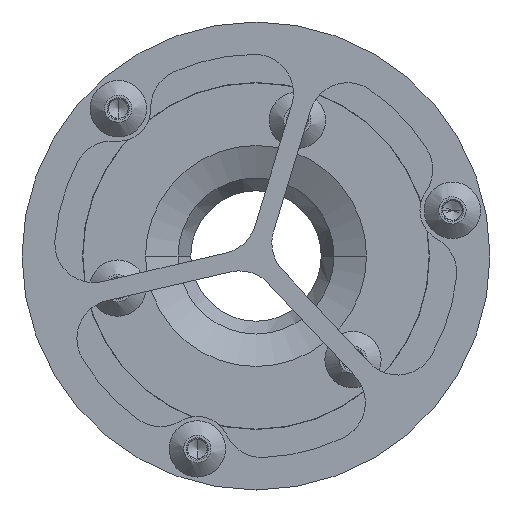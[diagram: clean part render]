
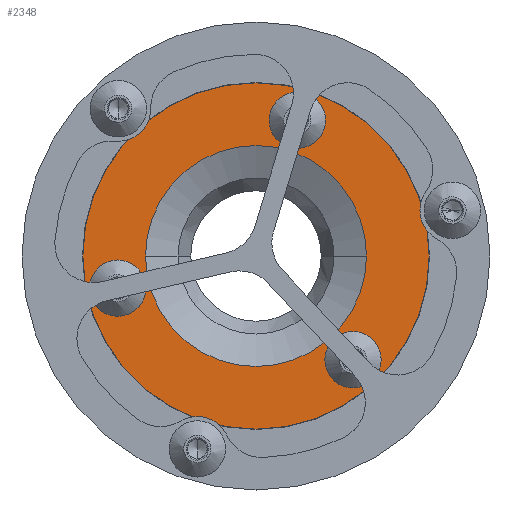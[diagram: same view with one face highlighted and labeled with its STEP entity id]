
A CAD part, front view. The second image highlights one B-rep face of the part: STEP entity #2348.
In plain terms, the highlighted planar face has unit normal (0, -1, 0).
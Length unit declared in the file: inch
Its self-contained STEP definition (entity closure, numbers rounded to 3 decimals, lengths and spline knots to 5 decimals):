
#43 = DIRECTION ( 'NONE',  ( 0., 1., 0. ) ) ;
#150 = CIRCLE ( 'NONE', #1206, 0.1805 ) ;
#152 = DIRECTION ( 'NONE',  ( 0., -1., 0. ) ) ;
#238 = FACE_BOUND ( 'NONE', #7987, .T. ) ;
#354 = ORIENTED_EDGE ( 'NONE', *, *, #1812, .F. ) ;
#582 = AXIS2_PLACEMENT_3D ( 'NONE', #6737, #2397, #7388 ) ;
#589 = CARTESIAN_POINT ( 'NONE',  ( 1.11, -0.55307, 0. ) ) ;
#605 = DIRECTION ( 'NONE',  ( -1., 0., 0. ) ) ;
#1043 = VERTEX_POINT ( 'NONE', #3259 ) ;
#1057 = EDGE_CURVE ( 'NONE', #4116, #1043, #3184, .T. ) ;
#1107 = AXIS2_PLACEMENT_3D ( 'NONE', #4287, #3635, #8074 ) ;
#1206 = AXIS2_PLACEMENT_3D ( 'NONE', #5805, #2002, #4507 ) ;
#1285 = CARTESIAN_POINT ( 'NONE',  ( 0.708, -0.55307, 0. ) ) ;
#1299 = EDGE_LOOP ( 'NONE', ( #5031, #6663 ) ) ;
#1350 = CARTESIAN_POINT ( 'NONE',  ( 0., -0.55307, 0. ) ) ;
#1452 = VERTEX_POINT ( 'NONE', #8099 ) ;
#1473 = AXIS2_PLACEMENT_3D ( 'NONE', #1941, #7624, #4408 ) ;
#1480 = AXIS2_PLACEMENT_3D ( 'NONE', #7699, #7047, #6437 ) ;
#1714 = ORIENTED_EDGE ( 'NONE', *, *, #6161, .T. ) ;
#1812 = EDGE_CURVE ( 'NONE', #3181, #3964, #3333, .T. ) ;
#1814 = DIRECTION ( 'NONE',  ( 1., 0., 0. ) ) ;
#1865 = CARTESIAN_POINT ( 'NONE',  ( -0.708, -0.55307, 0. ) ) ;
#1888 = EDGE_CURVE ( 'NONE', #1043, #4116, #6848, .T. ) ;
#1941 = CARTESIAN_POINT ( 'NONE',  ( -0.88639, -0.55307, -0.20592 ) ) ;
#1977 = CARTESIAN_POINT ( 'NONE',  ( 0., -0.55307, 0. ) ) ;
#1999 = ORIENTED_EDGE ( 'NONE', *, *, #7458, .F. ) ;
#2002 = DIRECTION ( 'NONE',  ( 0., 1., 0. ) ) ;
#2005 = CIRCLE ( 'NONE', #2395, 1.11 ) ;
#2009 = FACE_OUTER_BOUND ( 'NONE', #4516, .T. ) ;
#2145 = CARTESIAN_POINT ( 'NONE',  ( 0., -0.55307, 0. ) ) ;
#2210 = CARTESIAN_POINT ( 'NONE',  ( -1.06689, -0.55307, -0.20592 ) ) ;
#2348 = ADVANCED_FACE ( 'NONE', ( #3279, #238, #2743, #6996, #2009 ), #5235, .T. ) ;
#2353 = CARTESIAN_POINT ( 'NONE',  ( 0.44103, -0.55307, -0.66468 ) ) ;
#2395 = AXIS2_PLACEMENT_3D ( 'NONE', #2145, #4642, #1814 ) ;
#2397 = DIRECTION ( 'NONE',  ( 0., 1., 0. ) ) ;
#2482 = CARTESIAN_POINT ( 'NONE',  ( 0.26486, -0.55307, 0.8706 ) ) ;
#2743 = FACE_BOUND ( 'NONE', #7362, .T. ) ;
#2793 = EDGE_CURVE ( 'NONE', #7165, #5981, #5952, .T. ) ;
#2826 = CARTESIAN_POINT ( 'NONE',  ( 0.44536, -0.55307, 0.8706 ) ) ;
#2888 = AXIS2_PLACEMENT_3D ( 'NONE', #5651, #43, #7494 ) ;
#3179 = AXIS2_PLACEMENT_3D ( 'NONE', #1977, #6282, #6929 ) ;
#3181 = VERTEX_POINT ( 'NONE', #589 ) ;
#3184 = CIRCLE ( 'NONE', #1480, 0.1805 ) ;
#3230 = CARTESIAN_POINT ( 'NONE',  ( -0.88639, -0.55307, -0.20592 ) ) ;
#3259 = CARTESIAN_POINT ( 'NONE',  ( 0.80203, -0.55307, -0.66468 ) ) ;
#3279 = FACE_BOUND ( 'NONE', #1299, .T. ) ;
#3333 = CIRCLE ( 'NONE', #582, 1.11 ) ;
#3635 = DIRECTION ( 'NONE',  ( 0., 1., 0. ) ) ;
#3813 = ORIENTED_EDGE ( 'NONE', *, *, #1057, .T. ) ;
#3843 = CARTESIAN_POINT ( 'NONE',  ( -1.11, -0.55307, 0. ) ) ;
#3854 = DIRECTION ( 'NONE',  ( -1., 0., 0. ) ) ;
#3886 = ORIENTED_EDGE ( 'NONE', *, *, #1888, .T. ) ;
#3900 = ORIENTED_EDGE ( 'NONE', *, *, #7272, .T. ) ;
#3964 = VERTEX_POINT ( 'NONE', #3843 ) ;
#4116 = VERTEX_POINT ( 'NONE', #2353 ) ;
#4287 = CARTESIAN_POINT ( 'NONE',  ( 0.62153, -0.55307, -0.66468 ) ) ;
#4408 = DIRECTION ( 'NONE',  ( -1., 0., 0. ) ) ;
#4412 = DIRECTION ( 'NONE',  ( 0., 1., 0. ) ) ;
#4507 = DIRECTION ( 'NONE',  ( -1., 0., 0. ) ) ;
#4516 = EDGE_LOOP ( 'NONE', ( #354, #1999 ) ) ;
#4642 = DIRECTION ( 'NONE',  ( 0., 1., 0. ) ) ;
#4808 = ORIENTED_EDGE ( 'NONE', *, *, #2793, .T. ) ;
#5031 = ORIENTED_EDGE ( 'NONE', *, *, #7296, .T. ) ;
#5235 = PLANE ( 'NONE',  #6984 ) ;
#5253 = AXIS2_PLACEMENT_3D ( 'NONE', #2482, #5434, #605 ) ;
#5290 = EDGE_LOOP ( 'NONE', ( #3900, #4808 ) ) ;
#5304 = AXIS2_PLACEMENT_3D ( 'NONE', #3230, #4412, #6372 ) ;
#5434 = DIRECTION ( 'NONE',  ( 0., 1., 0. ) ) ;
#5651 = CARTESIAN_POINT ( 'NONE',  ( 0., -0.55307, 0. ) ) ;
#5805 = CARTESIAN_POINT ( 'NONE',  ( 0.26486, -0.55307, 0.8706 ) ) ;
#5910 = EDGE_CURVE ( 'NONE', #5973, #1452, #150, .T. ) ;
#5952 = CIRCLE ( 'NONE', #5304, 0.1805 ) ;
#5973 = VERTEX_POINT ( 'NONE', #2826 ) ;
#5981 = VERTEX_POINT ( 'NONE', #2210 ) ;
#6035 = CIRCLE ( 'NONE', #5253, 0.1805 ) ;
#6130 = VERTEX_POINT ( 'NONE', #1865 ) ;
#6161 = EDGE_CURVE ( 'NONE', #1452, #5973, #6035, .T. ) ;
#6182 = CIRCLE ( 'NONE', #1473, 0.1805 ) ;
#6282 = DIRECTION ( 'NONE',  ( 0., 1., 0. ) ) ;
#6372 = DIRECTION ( 'NONE',  ( -1., 0., 0. ) ) ;
#6401 = CARTESIAN_POINT ( 'NONE',  ( -0.70589, -0.55307, -0.20592 ) ) ;
#6412 = CIRCLE ( 'NONE', #2888, 0.708 ) ;
#6437 = DIRECTION ( 'NONE',  ( -1., 0., 0. ) ) ;
#6663 = ORIENTED_EDGE ( 'NONE', *, *, #7694, .T. ) ;
#6706 = CIRCLE ( 'NONE', #3179, 0.708 ) ;
#6737 = CARTESIAN_POINT ( 'NONE',  ( 0., -0.55307, 0. ) ) ;
#6848 = CIRCLE ( 'NONE', #1107, 0.1805 ) ;
#6929 = DIRECTION ( 'NONE',  ( -1., 0., 0. ) ) ;
#6984 = AXIS2_PLACEMENT_3D ( 'NONE', #1350, #152, #3854 ) ;
#6996 = FACE_BOUND ( 'NONE', #5290, .T. ) ;
#7047 = DIRECTION ( 'NONE',  ( 0., 1., 0. ) ) ;
#7155 = VERTEX_POINT ( 'NONE', #1285 ) ;
#7165 = VERTEX_POINT ( 'NONE', #6401 ) ;
#7272 = EDGE_CURVE ( 'NONE', #5981, #7165, #6182, .T. ) ;
#7296 = EDGE_CURVE ( 'NONE', #6130, #7155, #6706, .T. ) ;
#7362 = EDGE_LOOP ( 'NONE', ( #1714, #7380 ) ) ;
#7380 = ORIENTED_EDGE ( 'NONE', *, *, #5910, .T. ) ;
#7388 = DIRECTION ( 'NONE',  ( 1., 0., 0. ) ) ;
#7458 = EDGE_CURVE ( 'NONE', #3964, #3181, #2005, .T. ) ;
#7494 = DIRECTION ( 'NONE',  ( -1., 0., 0. ) ) ;
#7624 = DIRECTION ( 'NONE',  ( 0., 1., 0. ) ) ;
#7694 = EDGE_CURVE ( 'NONE', #7155, #6130, #6412, .T. ) ;
#7699 = CARTESIAN_POINT ( 'NONE',  ( 0.62153, -0.55307, -0.66468 ) ) ;
#7987 = EDGE_LOOP ( 'NONE', ( #3813, #3886 ) ) ;
#8074 = DIRECTION ( 'NONE',  ( -1., 0., 0. ) ) ;
#8099 = CARTESIAN_POINT ( 'NONE',  ( 0.08436, -0.55307, 0.8706 ) ) ;
